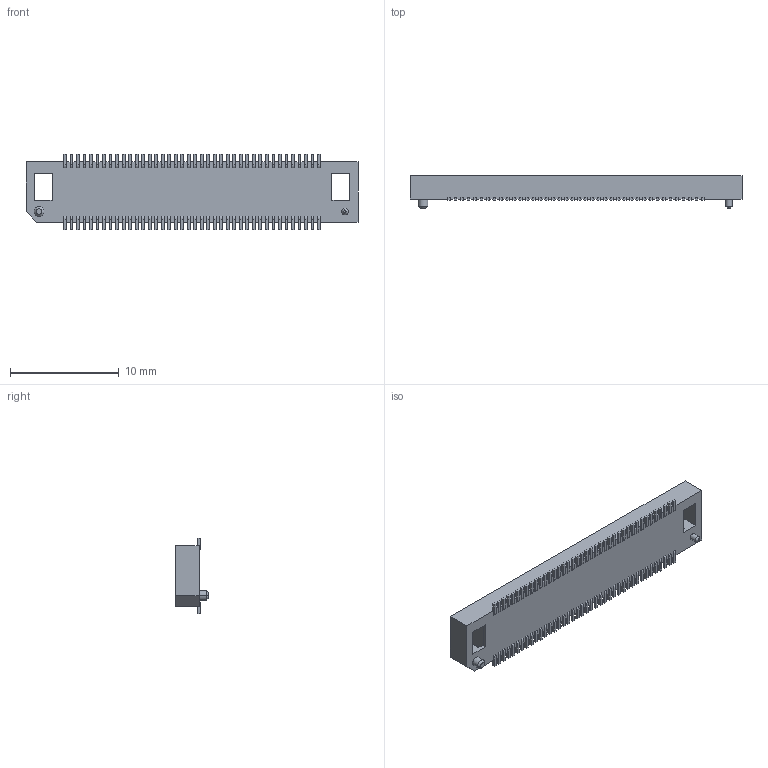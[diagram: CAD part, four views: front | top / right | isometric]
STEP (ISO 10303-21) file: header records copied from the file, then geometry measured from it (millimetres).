
FILE_DESCRIPTION(('OneSpaceDesigner STEP Export'),'2;1');
FILE_NAME('FX8-80S-SV.stp','2007-03-20T17:52:02',(''),(''),'OneSpace Designer STEP processor (Jan. 2003) for AP214(CD)(Solid Model)','OneSpace Designer 12.00 10-Sep-2003 (C) CoCreate Software GmbH','');
FILE_SCHEMA(('AUTOMOTIVE_DESIGN_CC2 {1 2 10303 214 -1 1 5 1}'));
Length unit declared in the file: millimetre
Products named in the file (2): FX8-80S-SV
Assembly tree (1 placements, depth 2):
  FX8-80S-SV
    FX8-80S-SV
Bounding box: 30.6 x 3 x 7 mm (x, y, z)
Volume: 280.1 mm3; surface area: 761.7 mm2
Topology: 1 solids, 1 shells, 532 faces, 1578 edges, 1049 vertices
Faces by surface type: plane 444, cylinder 84, cone 4
Entity records: 21317 total; most frequent: ORIENTED_EDGE 3156, CARTESIAN_POINT 3124, DIRECTION 2771, EDGE_CURVE 1578, VECTOR 1379, LINE 1379, VERTEX_POINT 1049, AXIS2_PLACEMENT_3D 696
